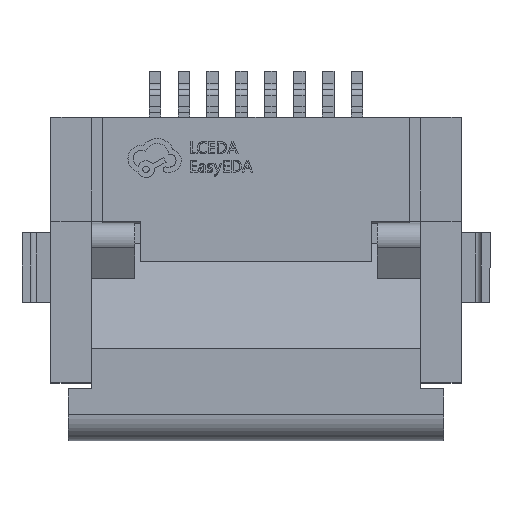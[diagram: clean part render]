
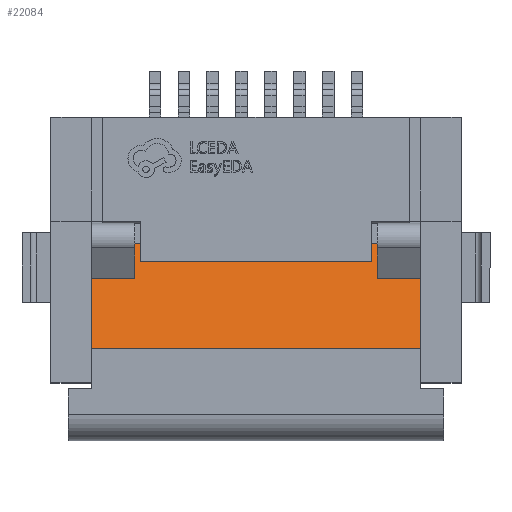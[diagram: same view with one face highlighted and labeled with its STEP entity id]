
A CAD part, top view. The second image highlights one B-rep face of the part: STEP entity #22084.
In plain terms, the highlighted planar face has unit normal (0, 0.291, 0.957).
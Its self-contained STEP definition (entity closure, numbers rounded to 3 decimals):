
#242 = DIRECTION ( 'NONE',  ( 0., -0.291, -0.957 ) ) ;
#1423 = ORIENTED_EDGE ( 'NONE', *, *, #9170, .T. ) ;
#1444 = LINE ( 'NONE', #4234, #15637 ) ;
#2679 = VECTOR ( 'NONE', #24494, 1000. ) ;
#3043 = DIRECTION ( 'NONE',  ( 0., 0.957, -0.291 ) ) ;
#3218 = DIRECTION ( 'NONE',  ( 1., 0., 0. ) ) ;
#3555 = CARTESIAN_POINT ( 'NONE',  ( 2.1, 0.208, 1.45 ) ) ;
#4093 = VECTOR ( 'NONE', #11397, 1000. ) ;
#4234 = CARTESIAN_POINT ( 'NONE',  ( 3.25, -0.392, 1.633 ) ) ;
#4478 = EDGE_CURVE ( 'NONE', #23647, #4543, #25120, .T. ) ;
#4543 = VERTEX_POINT ( 'NONE', #31900 ) ;
#5370 = CARTESIAN_POINT ( 'NONE',  ( 2.85, -1.6, 2. ) ) ;
#6624 = EDGE_CURVE ( 'NONE', #13230, #21769, #1444, .T. ) ;
#6629 = VECTOR ( 'NONE', #24014, 1000. ) ;
#7213 = VECTOR ( 'NONE', #23176, 1000. ) ;
#7641 = CARTESIAN_POINT ( 'NONE',  ( 2.1, -0.392, 1.633 ) ) ;
#8662 = VECTOR ( 'NONE', #3218, 1000. ) ;
#8962 = CARTESIAN_POINT ( 'NONE',  ( -2.1, -0.392, 1.633 ) ) ;
#8977 = LINE ( 'NONE', #28290, #4093 ) ;
#9170 = EDGE_CURVE ( 'NONE', #27487, #4543, #30389, .T. ) ;
#9972 = VERTEX_POINT ( 'NONE', #30821 ) ;
#10103 = ORIENTED_EDGE ( 'NONE', *, *, #13283, .T. ) ;
#10905 = CARTESIAN_POINT ( 'NONE',  ( -2.85, -0.392, 1.633 ) ) ;
#11397 = DIRECTION ( 'NONE',  ( 0., 0.957, -0.291 ) ) ;
#12587 = ORIENTED_EDGE ( 'NONE', *, *, #4478, .F. ) ;
#12842 = VERTEX_POINT ( 'NONE', #10905 ) ;
#13230 = VERTEX_POINT ( 'NONE', #18888 ) ;
#13283 = EDGE_CURVE ( 'NONE', #22671, #13230, #26460, .T. ) ;
#13382 = DIRECTION ( 'NONE',  ( 0., -0.957, 0.291 ) ) ;
#13536 = CARTESIAN_POINT ( 'NONE',  ( -2.85, -1.6, 2. ) ) ;
#14217 = EDGE_CURVE ( 'NONE', #12842, #9972, #18696, .T. ) ;
#14730 = DIRECTION ( 'NONE',  ( -1., 0., 0. ) ) ;
#14783 = CARTESIAN_POINT ( 'NONE',  ( -3.25, -1.6, 2. ) ) ;
#15136 = ORIENTED_EDGE ( 'NONE', *, *, #21424, .T. ) ;
#15637 = VECTOR ( 'NONE', #26293, 1000. ) ;
#16338 = VECTOR ( 'NONE', #14730, 1000. ) ;
#16483 = FACE_OUTER_BOUND ( 'NONE', #25862, .T. ) ;
#17378 = AXIS2_PLACEMENT_3D ( 'NONE', #14783, #242, #3043 ) ;
#18696 = LINE ( 'NONE', #13536, #22162 ) ;
#18888 = CARTESIAN_POINT ( 'NONE',  ( 2.85, -0.392, 1.633 ) ) ;
#19202 = ORIENTED_EDGE ( 'NONE', *, *, #6624, .T. ) ;
#20193 = LINE ( 'NONE', #29536, #16338 ) ;
#20766 = CARTESIAN_POINT ( 'NONE',  ( -3.25, -1.6, 2. ) ) ;
#21424 = EDGE_CURVE ( 'NONE', #21769, #27487, #8977, .T. ) ;
#21769 = VERTEX_POINT ( 'NONE', #7641 ) ;
#22084 = ADVANCED_FACE ( 'NONE', ( #16483 ), #26307, .F. ) ;
#22162 = VECTOR ( 'NONE', #13382, 1000. ) ;
#22671 = VERTEX_POINT ( 'NONE', #5370 ) ;
#23176 = DIRECTION ( 'NONE',  ( -1., 0., 0. ) ) ;
#23647 = VERTEX_POINT ( 'NONE', #8962 ) ;
#24014 = DIRECTION ( 'NONE',  ( 0., 0.957, -0.291 ) ) ;
#24494 = DIRECTION ( 'NONE',  ( 0., 0.957, -0.291 ) ) ;
#25120 = LINE ( 'NONE', #30105, #2679 ) ;
#25334 = CARTESIAN_POINT ( 'NONE',  ( 2.1, 0.208, 1.45 ) ) ;
#25862 = EDGE_LOOP ( 'NONE', ( #31127, #30078, #31665, #10103, #19202, #15136, #1423, #12587 ) ) ;
#26293 = DIRECTION ( 'NONE',  ( -1., 0., 0. ) ) ;
#26307 = PLANE ( 'NONE',  #17378 ) ;
#26460 = LINE ( 'NONE', #31278, #6629 ) ;
#27487 = VERTEX_POINT ( 'NONE', #25334 ) ;
#28135 = LINE ( 'NONE', #20766, #8662 ) ;
#28290 = CARTESIAN_POINT ( 'NONE',  ( 2.1, 0.421, 1.385 ) ) ;
#29536 = CARTESIAN_POINT ( 'NONE',  ( 3.25, -0.392, 1.633 ) ) ;
#30078 = ORIENTED_EDGE ( 'NONE', *, *, #14217, .T. ) ;
#30105 = CARTESIAN_POINT ( 'NONE',  ( -2.1, 0.421, 1.385 ) ) ;
#30389 = LINE ( 'NONE', #3555, #7213 ) ;
#30701 = EDGE_CURVE ( 'NONE', #23647, #12842, #20193, .T. ) ;
#30821 = CARTESIAN_POINT ( 'NONE',  ( -2.85, -1.6, 2. ) ) ;
#31127 = ORIENTED_EDGE ( 'NONE', *, *, #30701, .T. ) ;
#31231 = EDGE_CURVE ( 'NONE', #9972, #22671, #28135, .T. ) ;
#31278 = CARTESIAN_POINT ( 'NONE',  ( 2.85, -1.6, 2. ) ) ;
#31665 = ORIENTED_EDGE ( 'NONE', *, *, #31231, .T. ) ;
#31900 = CARTESIAN_POINT ( 'NONE',  ( -2.1, 0.208, 1.45 ) ) ;
